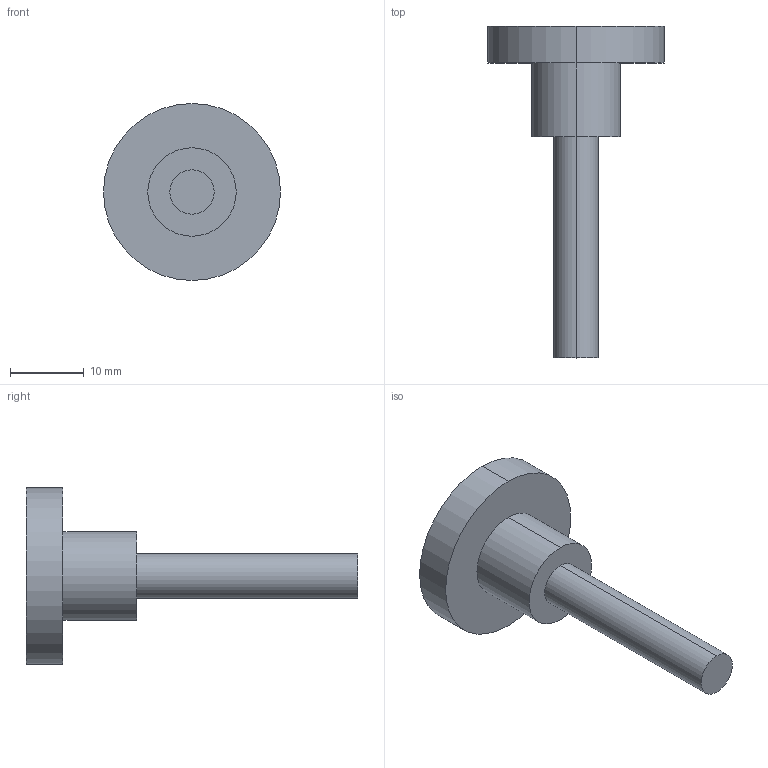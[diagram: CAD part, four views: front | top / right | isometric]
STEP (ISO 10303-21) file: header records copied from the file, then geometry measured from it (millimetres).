
FILE_DESCRIPTION (( 'STEP AP203' ), '1' );
FILE_NAME ('A-1538-M6-30.STEP', '2021-02-01T07:00:43', ( '' ), ( '' ), 'SwSTEP 2.0', 'SolidWorks 2018', '' );
FILE_SCHEMA (( 'CONFIG_CONTROL_DESIGN' ));
Length unit declared in the file: millimetre
Products named in the file (1): A-1538-M6-30
Bounding box: 24 x 45 x 24 mm (x, y, z)
Volume: 4241.2 mm3; surface area: 2224.2 mm2
Topology: 1 solids, 1 shells, 10 faces, 18 edges, 12 vertices
Faces by surface type: cylinder 6, plane 4
Entity records: 331 total; most frequent: DIRECTION 52, CARTESIAN_POINT 41, ORIENTED_EDGE 36, AXIS2_PLACEMENT_3D 23, EDGE_CURVE 18, CIRCLE 12, EDGE_LOOP 12, VERTEX_POINT 12
